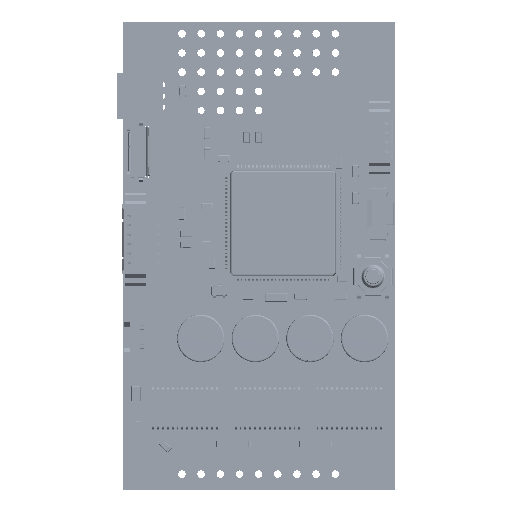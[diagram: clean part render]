
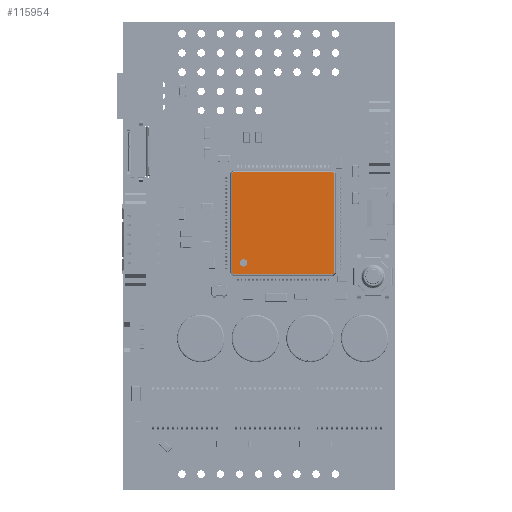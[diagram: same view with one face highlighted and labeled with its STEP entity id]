
A CAD part, top view. The second image highlights one B-rep face of the part: STEP entity #115954.
In plain terms, the highlighted planar face has unit normal (0, 0, 1).
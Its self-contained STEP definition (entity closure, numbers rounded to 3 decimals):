
#97699 = VERTEX_POINT('',#97700);
#97700 = CARTESIAN_POINT('',(-4.75,-5.25,1.6));
#97706 = EDGE_CURVE('',#97707,#97699,#97709,.T.);
#97707 = VERTEX_POINT('',#97708);
#97708 = CARTESIAN_POINT('',(-5.75,-5.25,1.6));
#97709 = CIRCLE('',#97710,0.5);
#97710 = AXIS2_PLACEMENT_3D('',#97711,#97712,#97713);
#97711 = CARTESIAN_POINT('',(-5.25,-5.25,1.6));
#97712 = DIRECTION('',(0.,0.,1.));
#97713 = DIRECTION('',(1.,0.,0.));
#115954 = ADVANCED_FACE('',(#115955,#115965),#116031,.T.);
#115955 = FACE_BOUND('',#115956,.T.);
#115956 = EDGE_LOOP('',(#115957,#115964));
#115957 = ORIENTED_EDGE('',*,*,#115958,.F.);
#115958 = EDGE_CURVE('',#97699,#97707,#115959,.T.);
#115959 = CIRCLE('',#115960,0.5);
#115960 = AXIS2_PLACEMENT_3D('',#115961,#115962,#115963);
#115961 = CARTESIAN_POINT('',(-5.25,-5.25,1.6));
#115962 = DIRECTION('',(0.,0.,1.));
#115963 = DIRECTION('',(1.,0.,0.));
#115964 = ORIENTED_EDGE('',*,*,#97706,.F.);
#115965 = FACE_BOUND('',#115966,.T.);
#115966 = EDGE_LOOP('',(#115967,#115977,#115985,#115993,#116001,#116009,
    #116017,#116025));
#115967 = ORIENTED_EDGE('',*,*,#115968,.T.);
#115968 = EDGE_CURVE('',#115969,#115971,#115973,.T.);
#115969 = VERTEX_POINT('',#115970);
#115970 = CARTESIAN_POINT('',(6.8,-6.567,1.6));
#115971 = VERTEX_POINT('',#115972);
#115972 = CARTESIAN_POINT('',(6.8,6.567,1.6));
#115973 = LINE('',#115974,#115975);
#115974 = CARTESIAN_POINT('',(6.8,-7.,1.6));
#115975 = VECTOR('',#115976,1.);
#115976 = DIRECTION('',(0.,1.,0.));
#115977 = ORIENTED_EDGE('',*,*,#115978,.T.);
#115978 = EDGE_CURVE('',#115971,#115979,#115981,.T.);
#115979 = VERTEX_POINT('',#115980);
#115980 = CARTESIAN_POINT('',(6.567,6.8,1.6));
#115981 = LINE('',#115982,#115983);
#115982 = CARTESIAN_POINT('',(6.683,6.683,1.6));
#115983 = VECTOR('',#115984,1.);
#115984 = DIRECTION('',(-0.707,0.707,0.));
#115985 = ORIENTED_EDGE('',*,*,#115986,.T.);
#115986 = EDGE_CURVE('',#115979,#115987,#115989,.T.);
#115987 = VERTEX_POINT('',#115988);
#115988 = CARTESIAN_POINT('',(-6.567,6.8,1.6));
#115989 = LINE('',#115990,#115991);
#115990 = CARTESIAN_POINT('',(-7.,6.8,1.6));
#115991 = VECTOR('',#115992,1.);
#115992 = DIRECTION('',(-1.,0.,0.));
#115993 = ORIENTED_EDGE('',*,*,#115994,.T.);
#115994 = EDGE_CURVE('',#115987,#115995,#115997,.T.);
#115995 = VERTEX_POINT('',#115996);
#115996 = CARTESIAN_POINT('',(-6.8,6.567,1.6));
#115997 = LINE('',#115998,#115999);
#115998 = CARTESIAN_POINT('',(-13.683,-0.317,1.6));
#115999 = VECTOR('',#116000,1.);
#116000 = DIRECTION('',(-0.707,-0.707,0.));
#116001 = ORIENTED_EDGE('',*,*,#116002,.T.);
#116002 = EDGE_CURVE('',#115995,#116003,#116005,.T.);
#116003 = VERTEX_POINT('',#116004);
#116004 = CARTESIAN_POINT('',(-6.8,-6.567,1.6));
#116005 = LINE('',#116006,#116007);
#116006 = CARTESIAN_POINT('',(-6.8,-7.,1.6));
#116007 = VECTOR('',#116008,1.);
#116008 = DIRECTION('',(0.,-1.,0.));
#116009 = ORIENTED_EDGE('',*,*,#116010,.T.);
#116010 = EDGE_CURVE('',#116003,#116011,#116013,.T.);
#116011 = VERTEX_POINT('',#116012);
#116012 = CARTESIAN_POINT('',(-6.567,-6.8,1.6));
#116013 = LINE('',#116014,#116015);
#116014 = CARTESIAN_POINT('',(-6.683,-6.683,1.6));
#116015 = VECTOR('',#116016,1.);
#116016 = DIRECTION('',(0.707,-0.707,0.));
#116017 = ORIENTED_EDGE('',*,*,#116018,.T.);
#116018 = EDGE_CURVE('',#116011,#116019,#116021,.T.);
#116019 = VERTEX_POINT('',#116020);
#116020 = CARTESIAN_POINT('',(6.567,-6.8,1.6));
#116021 = LINE('',#116022,#116023);
#116022 = CARTESIAN_POINT('',(-7.,-6.8,1.6));
#116023 = VECTOR('',#116024,1.);
#116024 = DIRECTION('',(1.,0.,0.));
#116025 = ORIENTED_EDGE('',*,*,#116026,.T.);
#116026 = EDGE_CURVE('',#116019,#115969,#116027,.T.);
#116027 = LINE('',#116028,#116029);
#116028 = CARTESIAN_POINT('',(-0.317,-13.683,1.6));
#116029 = VECTOR('',#116030,1.);
#116030 = DIRECTION('',(0.707,0.707,0.));
#116031 = PLANE('',#116032);
#116032 = AXIS2_PLACEMENT_3D('',#116033,#116034,#116035);
#116033 = CARTESIAN_POINT('',(-7.,-7.,1.6));
#116034 = DIRECTION('',(0.,0.,1.));
#116035 = DIRECTION('',(1.,0.,0.));
